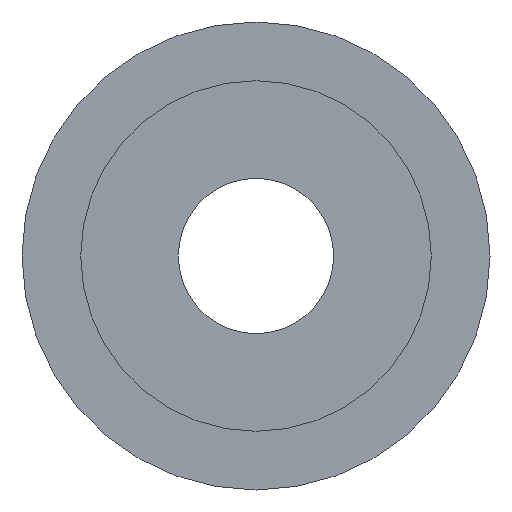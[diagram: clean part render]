
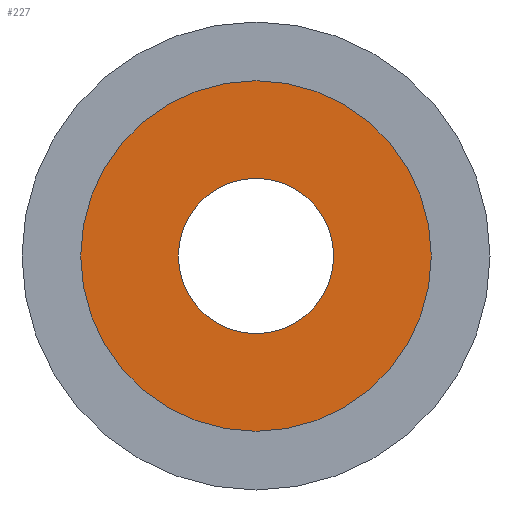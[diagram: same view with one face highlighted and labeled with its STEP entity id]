
A CAD part, front view. The second image highlights one B-rep face of the part: STEP entity #227.
In plain terms, the highlighted planar face has unit normal (0, -1, 0).
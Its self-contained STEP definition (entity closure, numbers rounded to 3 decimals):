
#18=FACE_BOUND('',#54,.T.);
#27=PLANE('',#277);
#39=FACE_OUTER_BOUND('',#53,.T.);
#53=EDGE_LOOP('',(#209,#210));
#54=EDGE_LOOP('',(#211));
#83=CIRCLE('',#251,9.125);
#87=CIRCLE('',#263,20.6);
#90=CIRCLE('',#266,20.6);
#99=VERTEX_POINT('',#359);
#109=VERTEX_POINT('',#390);
#110=VERTEX_POINT('',#391);
#122=EDGE_CURVE('',#99,#99,#83,.T.);
#136=EDGE_CURVE('',#109,#110,#87,.T.);
#140=EDGE_CURVE('',#110,#109,#90,.T.);
#209=ORIENTED_EDGE('',*,*,#136,.F.);
#210=ORIENTED_EDGE('',*,*,#140,.F.);
#211=ORIENTED_EDGE('',*,*,#122,.T.);
#227=ADVANCED_FACE('',(#39,#18),#27,.T.);
#251=AXIS2_PLACEMENT_3D('',#361,#287,#288);
#263=AXIS2_PLACEMENT_3D('',#392,#319,#320);
#266=AXIS2_PLACEMENT_3D('',#398,#326,#327);
#277=AXIS2_PLACEMENT_3D('',#418,#351,#352);
#287=DIRECTION('center_axis',(0.,1.,0.));
#288=DIRECTION('ref_axis',(1.,0.,0.));
#319=DIRECTION('center_axis',(0.,1.,0.));
#320=DIRECTION('ref_axis',(1.,0.,0.));
#326=DIRECTION('center_axis',(0.,1.,0.));
#327=DIRECTION('ref_axis',(1.,0.,0.));
#351=DIRECTION('center_axis',(0.,-1.,0.));
#352=DIRECTION('ref_axis',(0.,0.,-1.));
#359=CARTESIAN_POINT('',(-9.125,2.5,0.));
#361=CARTESIAN_POINT('Origin',(0.,2.5,0.));
#390=CARTESIAN_POINT('',(-20.6,2.5,0.));
#391=CARTESIAN_POINT('',(20.6,2.5,0.));
#392=CARTESIAN_POINT('Origin',(0.,2.5,0.));
#398=CARTESIAN_POINT('Origin',(0.,2.5,0.));
#418=CARTESIAN_POINT('Origin',(-20.6,2.5,0.));
